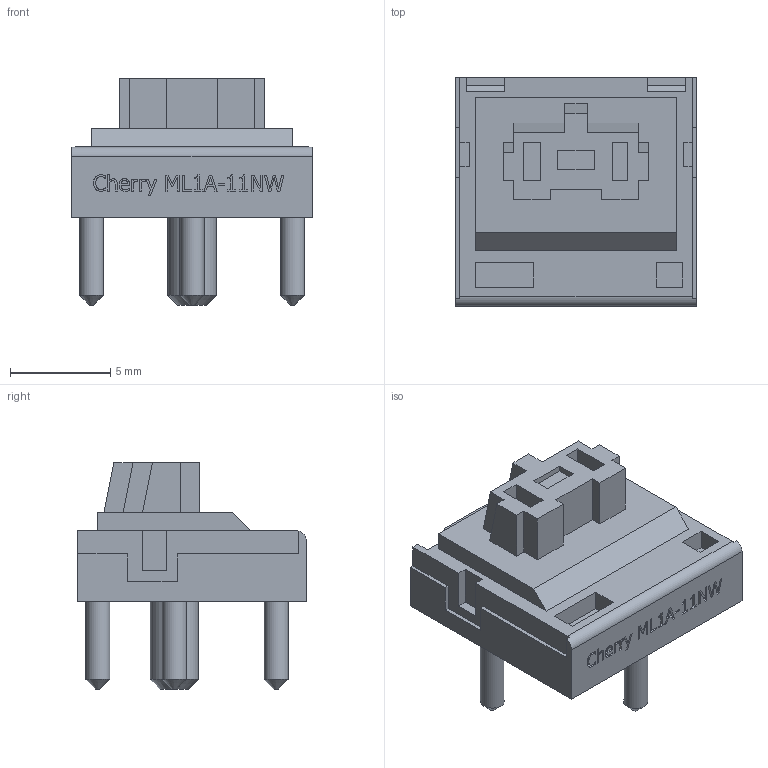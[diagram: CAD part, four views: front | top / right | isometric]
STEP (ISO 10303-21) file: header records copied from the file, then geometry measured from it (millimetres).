
FILE_DESCRIPTION( ( '' ), ' ' );
FILE_NAME( '5b0b54358dd8de0da60d64bd.step', '2018-05-28T00:58:29', ( '' ), ( '' ), ' ', ' ', ' ' );
FILE_SCHEMA( ( 'AUTOMOTIVE_DESIGN { 1 0 10303 214 1 1 1 1 }' ) );
Length unit declared in the file: metre
Products named in the file (1): Open CASCADE STEP translator 6.8 1
Bounding box: 12 x 11.4 x 11.3 mm (x, y, z)
Volume: 615 mm3; surface area: 693.1 mm2
Topology: 1 solids, 1 shells, 293 faces, 781 edges, 519 vertices
Faces by surface type: plane 237, extrusion 37, cylinder 13, cone 5, bspline 1
Full cylindrical faces by diameter (mm): 1.2 x4, 2.4 x1
Entity records: 15484 total; most frequent: CARTESIAN_POINT 2134, ORIENTED_EDGE 1542, DIRECTION 1265, STYLED_ITEM 1064, PRESENTATION_STYLE_ASSIGNMENT 1064, COLOUR_RGB 1064, EDGE_CURVE 771, CURVE_STYLE 771
